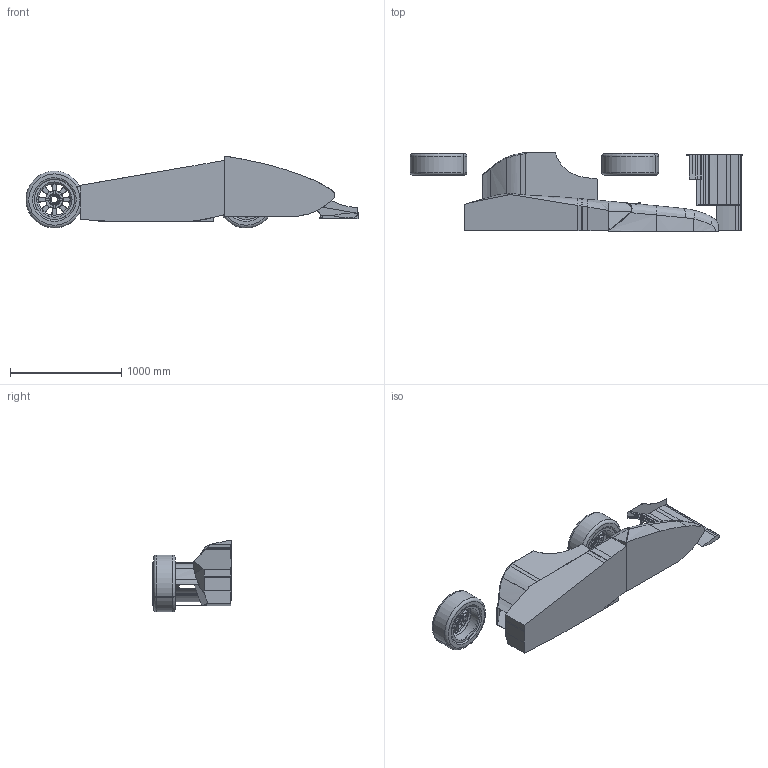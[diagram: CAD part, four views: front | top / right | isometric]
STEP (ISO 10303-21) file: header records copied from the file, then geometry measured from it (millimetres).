
FILE_DESCRIPTION(('CATIA V5 STEP Exchange'),'2;1');
FILE_NAME('2018 radiator analysis1.stp','2018-03-02T15:55:48+00:00',('none'),('none'),'CATIA Version 5 Release 17 (IN-10)','CATIA V5 STEP AP203','none');
FILE_SCHEMA(('CONFIG_CONTROL_DESIGN'));
Length unit declared in the file: millimetre
Products named in the file (8): Product1; AssyTsutsui2018; TieRodAssy; SRodEnd1.0Assy; POS 8EC.1; 2018 radiator analysis; Fr.wing; Fr.wing2
Assembly tree (24 placements, depth 6):
  Product1
    AssyTsutsui2018
      #62  x2
      TieRodAssy
        SRodEnd1.0Assy  x2
          #11157
          #11524
          POS 8EC.1
            #12078
            #13178
    #13529
    #15697
    2018 radiator analysis
      Fr.wing
        #17907
        #18816
        #19369
        #19907
        #20445
        #20620
      Fr.wing2
    #21074
    #21097
Bounding box: 2978.61 x 703.81 x 644.99 mm (x, y, z)
Volume: 263725651.9 mm3; surface area: 9629085 mm2
Topology: 21 solids, 21 shells, 1032 faces, 2629 edges, 1659 vertices
Faces by surface type: cylinder 375, plane 343, torus 132, bspline 101, cone 48, sphere 16, extrusion 9, revolution 8
Entity records: 24822 total; most frequent: CARTESIAN_POINT 10622, ORIENTED_EDGE 3242, DIRECTION 2110, EDGE_CURVE 1621, VERTEX_POINT 1024, AXIS2_PLACEMENT_3D 991, EDGE_LOOP 685, VECTOR 653
